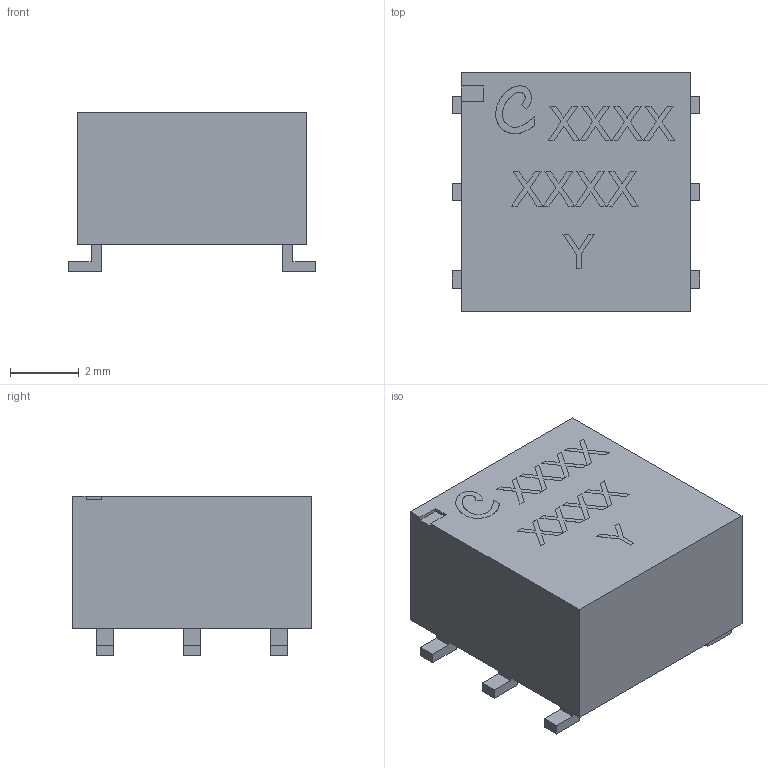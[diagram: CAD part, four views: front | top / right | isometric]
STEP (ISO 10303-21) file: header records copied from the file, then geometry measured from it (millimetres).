
FILE_DESCRIPTION(('FreeCAD Model'),'2;1');
FILE_NAME('Coilcraft-PWB Series.step', '2020-02-13T10:54:37',('kicad StepUp'),('ksu MCAD'), 'Open CASCADE STEP processor 7.4','FreeCAD','Unknown');
FILE_SCHEMA(('AUTOMOTIVE_DESIGN { 1 0 10303 214 1 1 1 1 }'));
Length unit declared in the file: millimetre
Products named in the file (1): Coilcraft-PWB_Series
Bounding box: 7.2 x 6.97 x 4.65 mm (x, y, z)
Volume: 180.5 mm3; surface area: 212.5 mm2
Topology: 1 solids, 1 shells, 212 faces, 566 edges, 372 vertices
Faces by surface type: plane 169, bspline 43
Entity records: 8680 total; most frequent: CARTESIAN_POINT 2182, ORIENTED_EDGE 1132, DIRECTION 820, EDGE_CURVE 566, LINE 480, VECTOR 480, VERTEX_POINT 372, FACE_BOUND 228
